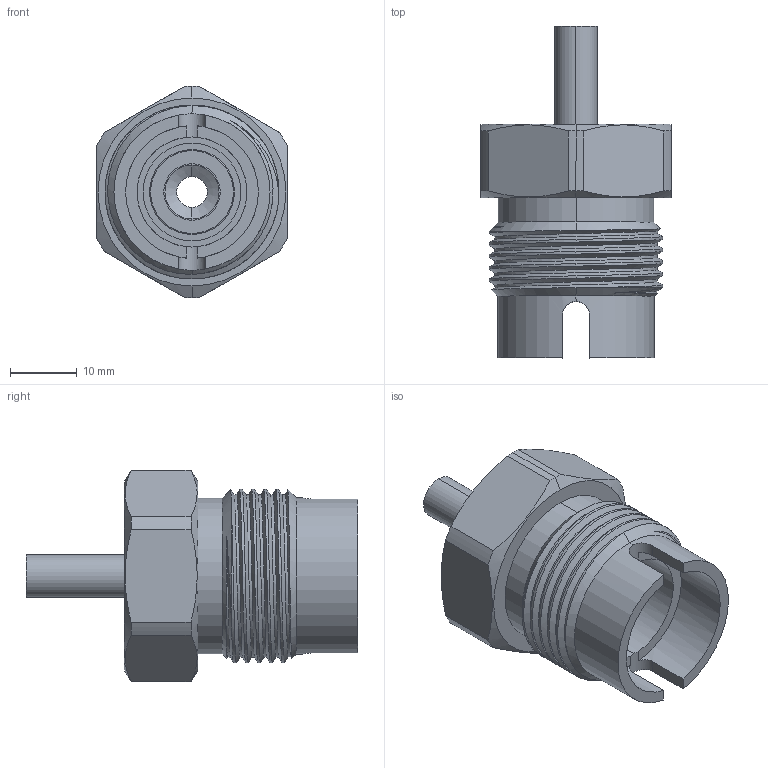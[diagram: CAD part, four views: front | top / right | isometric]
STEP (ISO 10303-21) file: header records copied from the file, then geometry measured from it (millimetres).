
FILE_DESCRIPTION (( 'STEP AP203' ), '1' );
FILE_NAME ('AD-634MSS-4TS.STEP', '2025-08-06T14:26:18', ( '' ), ( '' ), 'SwSTEP 2.0', 'SolidWorks 2018', '' );
FILE_SCHEMA (( 'CONFIG_CONTROL_DESIGN' ));
Length unit declared in the file: inch
Products named in the file (1): AD-634MSS-4TS
Bounding box: 28.57 x 49.78 x 31.75 mm (x, y, z)
Volume: 14189.1 mm3; surface area: 6356.6 mm2
Topology: 1 solids, 1 shells, 166 faces, 437 edges, 288 vertices
Faces by surface type: plane 68, bspline 49, cylinder 37, cone 10, torus 2
Entity records: 12832 total; most frequent: CARTESIAN_POINT 9019, ORIENTED_EDGE 874, DIRECTION 589, EDGE_CURVE 437, VERTEX_POINT 288, VECTOR 225, LINE 225, EDGE_LOOP 183
